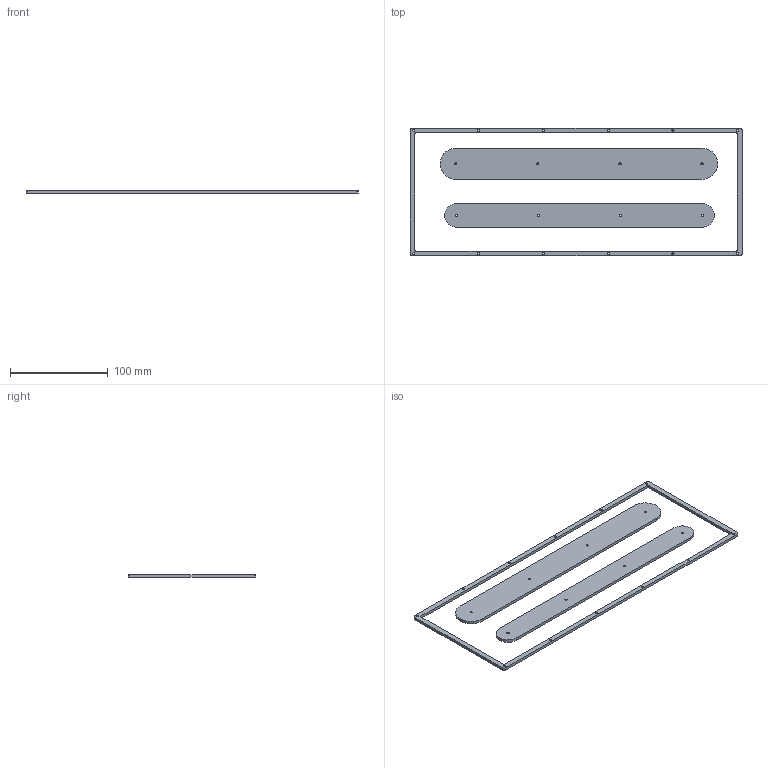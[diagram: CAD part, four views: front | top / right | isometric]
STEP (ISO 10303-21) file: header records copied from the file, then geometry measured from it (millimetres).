
FILE_DESCRIPTION(/* description */ (''),/* implementation_level */ '2;1');
FILE_NAME(/* name */ 'toplayer-f1-f3.stp',/* time_stamp */ '2024-07-11T20:00:28-04:00',/* author */ ('Moe'),/* organization */ (''),/* preprocessor_version */ 'ST-DEVELOPER v20',/* originating_system */ 'Autodesk Inventor 2024',/* authorisation */ '');
FILE_SCHEMA (('AUTOMOTIVE_DESIGN { 1 0 10303 214 3 1 1 }'));
Length unit declared in the file: millimetre
Products named in the file (4): toplayer-f1-f3; top-layer; foot1; foot3
Assembly tree (3 placements, depth 2):
  toplayer-f1-f3
    top-layer
    foot1
    foot3
Bounding box: 340 x 131 x 3 mm (x, y, z)
Volume: 59579.2 mm3; surface area: 49207.8 mm2
Topology: 3 solids, 3 shells, 60 faces, 162 edges, 110 vertices
Faces by surface type: cylinder 35, plane 25
Full cylindrical faces by diameter (mm): 2.2 x20
Entity records: 2169 total; most frequent: DIRECTION 366, CARTESIAN_POINT 339, ORIENTED_EDGE 324, EDGE_CURVE 162, AXIS2_PLACEMENT_3D 137, VERTEX_POINT 108, EDGE_LOOP 102, LINE 92
